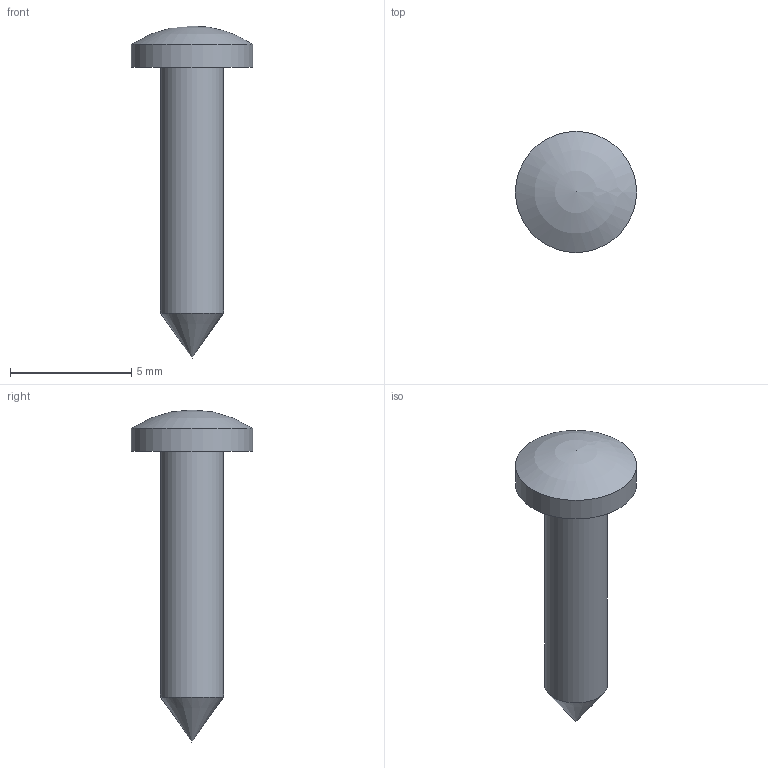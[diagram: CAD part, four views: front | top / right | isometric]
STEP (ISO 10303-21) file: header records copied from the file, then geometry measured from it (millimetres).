
FILE_DESCRIPTION(('FreeCAD Model'),'2;1');
FILE_NAME('Open CASCADE Shape Model','2021-09-25T13:56:46',('Author'),( ''),'Open CASCADE STEP processor 7.5','FreeCAD','Unknown');
FILE_SCHEMA(('AUTOMOTIVE_DESIGN { 1 0 10303 214 1 1 1 1 }'));
Length unit declared in the file: millimetre
Products named in the file (1): m3-pan-head-12mm
Bounding box: 5 x 5 x 13.7 mm (x, y, z)
Volume: 83.3 mm3; surface area: 142.7 mm2
Topology: 1 solids, 1 shells, 5 faces, 10 edges, 6 vertices
Faces by surface type: cylinder 2, plane 1, cone 1, sphere 1
Full cylindrical faces by diameter (mm): 2.6 x1, 5 x1
Entity records: 249 total; most frequent: DIRECTION 41, CARTESIAN_POINT 36, LINE 17, VECTOR 17, ORIENTED_EDGE 16, PCURVE 16, DEFINITIONAL_REPRESENTATION 16, AXIS2_PLACEMENT_3D 11
